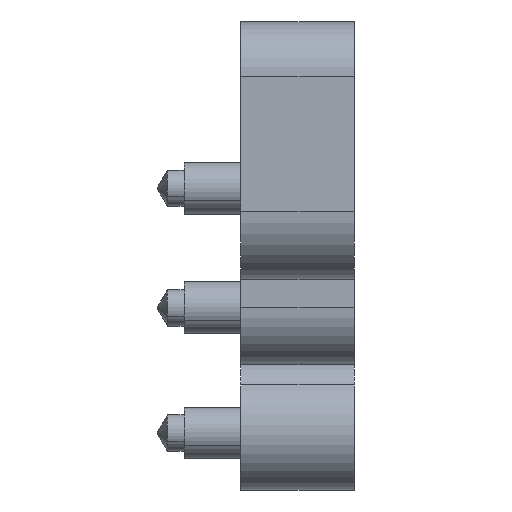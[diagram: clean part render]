
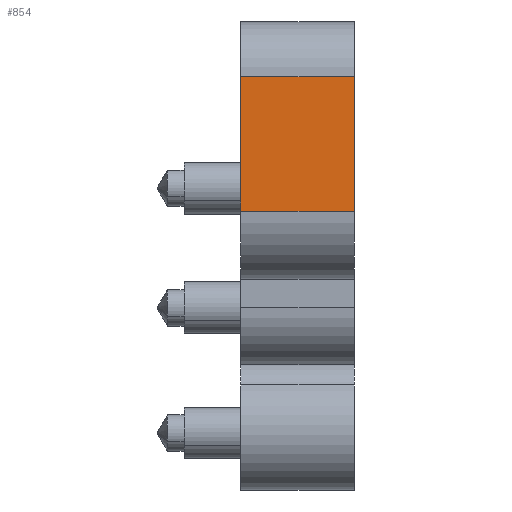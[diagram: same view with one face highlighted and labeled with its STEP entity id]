
A CAD part, front view. The second image highlights one B-rep face of the part: STEP entity #854.
In plain terms, the highlighted planar face has unit normal (0, -1, 0).
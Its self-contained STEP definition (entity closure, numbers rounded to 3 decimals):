
#841=AXIS2_PLACEMENT_3D('Plane Axis2P3D',#838,#839,#840) ;
#50=CARTESIAN_POINT('Vertex',(3.644,0.,12.25)) ;
#53=CARTESIAN_POINT('Line Origine',(3.644,0.,15.2)) ;
#57=CARTESIAN_POINT('Vertex',(3.644,0.,18.15)) ;
#646=CARTESIAN_POINT('Vertex',(8.644,0.,18.15)) ;
#649=CARTESIAN_POINT('Line Origine',(8.644,0.,15.2)) ;
#653=CARTESIAN_POINT('Vertex',(8.644,0.,12.25)) ;
#825=CARTESIAN_POINT('Line Origine',(6.144,0.,12.25)) ;
#838=CARTESIAN_POINT('Axis2P3D Location',(8.644,0.,12.25)) ;
#843=CARTESIAN_POINT('Line Origine',(6.144,0.,18.15)) ;
#54=DIRECTION('Vector Direction',(0.,0.,1.)) ;
#650=DIRECTION('Vector Direction',(0.,0.,1.)) ;
#826=DIRECTION('Vector Direction',(1.,0.,0.)) ;
#839=DIRECTION('Axis2P3D Direction',(0.,-1.,0.)) ;
#840=DIRECTION('Axis2P3D XDirection',(0.,0.,1.)) ;
#844=DIRECTION('Vector Direction',(-1.,0.,0.)) ;
#55=VECTOR('Line Direction',#54,1.) ;
#651=VECTOR('Line Direction',#650,1.) ;
#827=VECTOR('Line Direction',#826,1.) ;
#845=VECTOR('Line Direction',#844,1.) ;
#849=ORIENTED_EDGE('',*,*,#59,.T.) ;
#850=ORIENTED_EDGE('',*,*,#829,.F.) ;
#851=ORIENTED_EDGE('',*,*,#655,.F.) ;
#852=ORIENTED_EDGE('',*,*,#847,.T.) ;
#854=ADVANCED_FACE('ZWISCHENSTUECK',(#853),#842,.T.) ;
#59=EDGE_CURVE('',#58,#51,#56,.F.) ;
#655=EDGE_CURVE('',#647,#654,#652,.F.) ;
#829=EDGE_CURVE('',#654,#51,#828,.F.) ;
#847=EDGE_CURVE('',#647,#58,#846,.T.) ;
#848=EDGE_LOOP('',(#849,#850,#851,#852)) ;
#853=FACE_OUTER_BOUND('',#848,.T.) ;
#56=LINE('Line',#53,#55) ;
#652=LINE('Line',#649,#651) ;
#828=LINE('Line',#825,#827) ;
#846=LINE('Line',#843,#845) ;
#842=PLANE('',#841) ;
#51=VERTEX_POINT('',#50) ;
#58=VERTEX_POINT('',#57) ;
#647=VERTEX_POINT('',#646) ;
#654=VERTEX_POINT('',#653) ;
